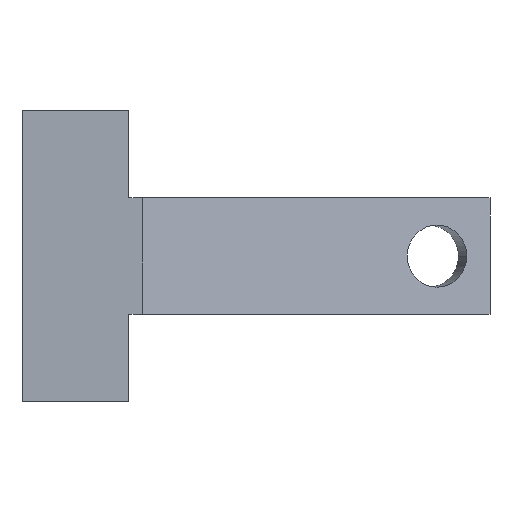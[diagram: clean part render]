
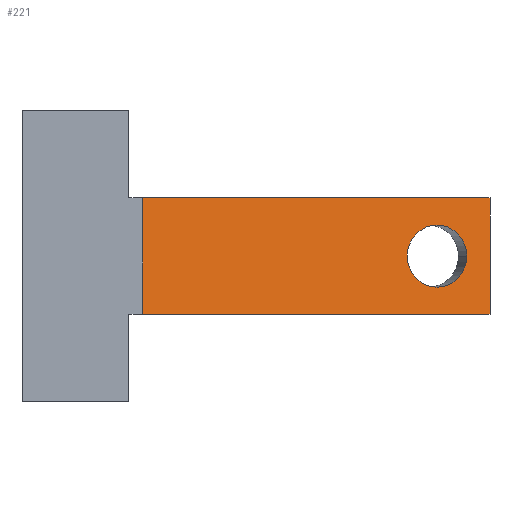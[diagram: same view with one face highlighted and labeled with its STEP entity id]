
A CAD part, top view. The second image highlights one B-rep face of the part: STEP entity #221.
In plain terms, the highlighted planar face has unit normal (0.286, 0, 0.958).
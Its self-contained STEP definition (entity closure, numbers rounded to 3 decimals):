
#12 = CARTESIAN_POINT ( 'NONE',  ( -23.753, 3., 42.812 ) ) ;
#25 = DIRECTION ( 'NONE',  ( 0.286, 0., 0.958 ) ) ;
#48 = VECTOR ( 'NONE', #197, 1000. ) ;
#49 = VERTEX_POINT ( 'NONE', #367 ) ;
#55 = CARTESIAN_POINT ( 'NONE',  ( -26.484, 0., 43.628 ) ) ;
#56 = LINE ( 'NONE', #280, #109 ) ;
#74 = ORIENTED_EDGE ( 'NONE', *, *, #149, .F. ) ;
#76 = CIRCLE ( 'NONE', #230, 1.6 ) ;
#81 = CARTESIAN_POINT ( 'NONE',  ( -21.022, 0., 41.997 ) ) ;
#89 = ORIENTED_EDGE ( 'NONE', *, *, #433, .F. ) ;
#92 = LINE ( 'NONE', #276, #370 ) ;
#97 = VECTOR ( 'NONE', #359, 1000. ) ;
#109 = VECTOR ( 'NONE', #453, 1000. ) ;
#111 = EDGE_CURVE ( 'NONE', #49, #163, #56, .T. ) ;
#112 = EDGE_LOOP ( 'NONE', ( #152, #311, #439, #427 ) ) ;
#122 = FACE_OUTER_BOUND ( 'NONE', #112, .T. ) ;
#125 = DIRECTION ( 'NONE',  ( 0.286, 0., 0.958 ) ) ;
#143 = EDGE_CURVE ( 'NONE', #355, #316, #92, .T. ) ;
#145 = CARTESIAN_POINT ( 'NONE',  ( -26.484, 6., 43.628 ) ) ;
#149 = EDGE_CURVE ( 'NONE', #371, #190, #76, .T. ) ;
#152 = ORIENTED_EDGE ( 'NONE', *, *, #365, .T. ) ;
#162 = DIRECTION ( 'NONE',  ( 0.958, 0., -0.286 ) ) ;
#163 = VERTEX_POINT ( 'NONE', #247 ) ;
#181 = DIRECTION ( 'NONE',  ( -0.958, 0., 0.286 ) ) ;
#190 = VERTEX_POINT ( 'NONE', #422 ) ;
#197 = DIRECTION ( 'NONE',  ( 0.958, 0., -0.286 ) ) ;
#216 = DIRECTION ( 'NONE',  ( -0.286, 0., -0.958 ) ) ;
#221 = ADVANCED_FACE ( 'NONE', ( #366, #122 ), #415, .F. ) ;
#230 = AXIS2_PLACEMENT_3D ( 'NONE', #461, #125, #162 ) ;
#231 = EDGE_LOOP ( 'NONE', ( #89, #74 ) ) ;
#246 = LINE ( 'NONE', #325, #48 ) ;
#247 = CARTESIAN_POINT ( 'NONE',  ( -38.918, 0., 47.34 ) ) ;
#275 = CARTESIAN_POINT ( 'NONE',  ( -25.286, 3., 43.27 ) ) ;
#276 = CARTESIAN_POINT ( 'NONE',  ( -21.022, 6., 41.997 ) ) ;
#278 = DIRECTION ( 'NONE',  ( 0.958, 0., -0.286 ) ) ;
#280 = CARTESIAN_POINT ( 'NONE',  ( -38.918, 6., 47.34 ) ) ;
#309 = CIRCLE ( 'NONE', #349, 1.6 ) ;
#311 = ORIENTED_EDGE ( 'NONE', *, *, #143, .F. ) ;
#315 = DIRECTION ( 'NONE',  ( 0., -1., 0. ) ) ;
#316 = VERTEX_POINT ( 'NONE', #81 ) ;
#325 = CARTESIAN_POINT ( 'NONE',  ( -38.918, 6., 47.34 ) ) ;
#339 = CARTESIAN_POINT ( 'NONE',  ( -21.022, 6., 41.997 ) ) ;
#349 = AXIS2_PLACEMENT_3D ( 'NONE', #12, #25, #278 ) ;
#355 = VERTEX_POINT ( 'NONE', #339 ) ;
#359 = DIRECTION ( 'NONE',  ( 0.958, 0., -0.286 ) ) ;
#361 = AXIS2_PLACEMENT_3D ( 'NONE', #145, #216, #181 ) ;
#365 = EDGE_CURVE ( 'NONE', #163, #316, #463, .T. ) ;
#366 = FACE_BOUND ( 'NONE', #231, .T. ) ;
#367 = CARTESIAN_POINT ( 'NONE',  ( -38.918, 6., 47.34 ) ) ;
#370 = VECTOR ( 'NONE', #315, 1000. ) ;
#371 = VERTEX_POINT ( 'NONE', #275 ) ;
#394 = EDGE_CURVE ( 'NONE', #49, #355, #246, .T. ) ;
#415 = PLANE ( 'NONE',  #361 ) ;
#422 = CARTESIAN_POINT ( 'NONE',  ( -22.22, 3., 42.355 ) ) ;
#427 = ORIENTED_EDGE ( 'NONE', *, *, #111, .T. ) ;
#433 = EDGE_CURVE ( 'NONE', #190, #371, #309, .T. ) ;
#439 = ORIENTED_EDGE ( 'NONE', *, *, #394, .F. ) ;
#453 = DIRECTION ( 'NONE',  ( 0., -1., 0. ) ) ;
#461 = CARTESIAN_POINT ( 'NONE',  ( -23.753, 3., 42.812 ) ) ;
#463 = LINE ( 'NONE', #55, #97 ) ;
